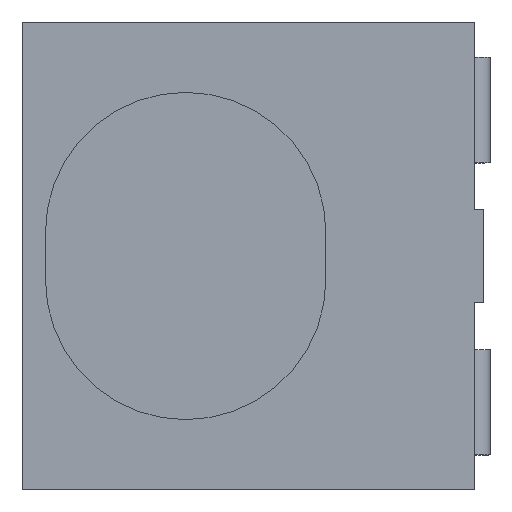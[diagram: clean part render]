
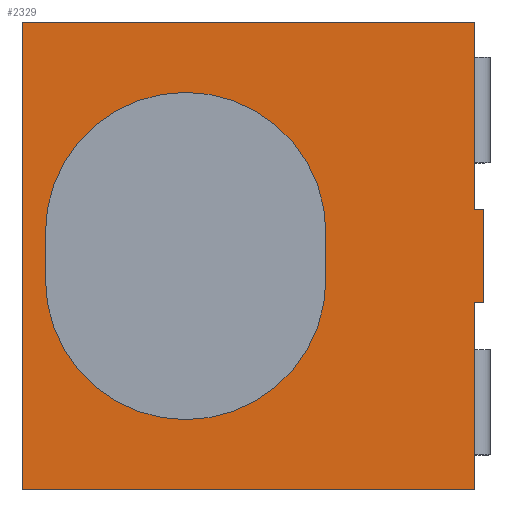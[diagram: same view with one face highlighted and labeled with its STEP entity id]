
A CAD part, top view. The second image highlights one B-rep face of the part: STEP entity #2329.
In plain terms, the highlighted planar face has unit normal (0, 0, 1).
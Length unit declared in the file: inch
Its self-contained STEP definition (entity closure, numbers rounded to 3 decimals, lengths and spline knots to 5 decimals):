
#24 = FACE_BOUND ( 'NONE', #2401, .T. ) ;
#26 = CARTESIAN_POINT ( 'NONE',  ( -0.05512, -0.07874, 0. ) ) ;
#33 = VECTOR ( 'NONE', #1768, 39.37008 ) ;
#56 = DIRECTION ( 'NONE',  ( 1., 0., 0. ) ) ;
#86 = CARTESIAN_POINT ( 'NONE',  ( 0., 0.00787, 0. ) ) ;
#95 = LINE ( 'NONE', #1418, #33 ) ;
#114 = EDGE_CURVE ( 'NONE', #994, #749, #2561, .T. ) ;
#155 = CARTESIAN_POINT ( 'NONE',  ( 0.10039, 0.01575, 0. ) ) ;
#174 = EDGE_CURVE ( 'NONE', #326, #694, #644, .T. ) ;
#190 = LINE ( 'NONE', #1324, #2268 ) ;
#200 = ORIENTED_EDGE ( 'NONE', *, *, #1177, .F. ) ;
#219 = LINE ( 'NONE', #2190, #2303 ) ;
#228 = VERTEX_POINT ( 'NONE', #1744 ) ;
#255 = EDGE_CURVE ( 'NONE', #1948, #2470, #2524, .T. ) ;
#280 = CARTESIAN_POINT ( 'NONE',  ( 0.09724, -0.01575, 0. ) ) ;
#288 = ORIENTED_EDGE ( 'NONE', *, *, #255, .T. ) ;
#292 = DIRECTION ( 'NONE',  ( 1., 0., 0. ) ) ;
#321 = ORIENTED_EDGE ( 'NONE', *, *, #764, .F. ) ;
#326 = VERTEX_POINT ( 'NONE', #363 ) ;
#363 = CARTESIAN_POINT ( 'NONE',  ( 0.10039, -0.01575, 0. ) ) ;
#391 = DIRECTION ( 'NONE',  ( 0., 1., 0. ) ) ;
#396 = DIRECTION ( 'NONE',  ( 0., 1., 0. ) ) ;
#406 = EDGE_CURVE ( 'NONE', #2470, #1135, #219, .T. ) ;
#430 = ORIENTED_EDGE ( 'NONE', *, *, #114, .T. ) ;
#461 = CARTESIAN_POINT ( 'NONE',  ( 0.09724, -0.01575, 0. ) ) ;
#495 = EDGE_CURVE ( 'NONE', #1144, #2426, #95, .T. ) ;
#505 = LINE ( 'NONE', #2521, #2578 ) ;
#535 = CARTESIAN_POINT ( 'NONE',  ( 0.09724, 0.07874, 0. ) ) ;
#542 = CIRCLE ( 'NONE', #1800, 0.04724 ) ;
#553 = CARTESIAN_POINT ( 'NONE',  ( 0., 0., 0. ) ) ;
#569 = CARTESIAN_POINT ( 'NONE',  ( 0.09724, -0.07874, 0. ) ) ;
#584 = VECTOR ( 'NONE', #2525, 39.37008 ) ;
#594 = CARTESIAN_POINT ( 'NONE',  ( -0.04724, 0.00787, 0. ) ) ;
#630 = CARTESIAN_POINT ( 'NONE',  ( 0., 0.05512, 0. ) ) ;
#632 = EDGE_CURVE ( 'NONE', #1135, #1236, #190, .T. ) ;
#644 = LINE ( 'NONE', #2514, #584 ) ;
#668 = CARTESIAN_POINT ( 'NONE',  ( 0.04724, 0.00787, 0. ) ) ;
#694 = VERTEX_POINT ( 'NONE', #280 ) ;
#710 = CARTESIAN_POINT ( 'NONE',  ( 0.09724, -0.07874, 0. ) ) ;
#737 = DIRECTION ( 'NONE',  ( -1., 0., 0. ) ) ;
#739 = CARTESIAN_POINT ( 'NONE',  ( 0.10039, 0.01575, 0. ) ) ;
#749 = VERTEX_POINT ( 'NONE', #668 ) ;
#764 = EDGE_CURVE ( 'NONE', #694, #2274, #2488, .T. ) ;
#943 = DIRECTION ( 'NONE',  ( 1., 0., 0. ) ) ;
#954 = ORIENTED_EDGE ( 'NONE', *, *, #495, .F. ) ;
#990 = VERTEX_POINT ( 'NONE', #26 ) ;
#994 = VERTEX_POINT ( 'NONE', #630 ) ;
#1004 = CARTESIAN_POINT ( 'NONE',  ( 0., -0.00787, 0. ) ) ;
#1071 = DIRECTION ( 'NONE',  ( 0., 0., 1. ) ) ;
#1087 = DIRECTION ( 'NONE',  ( 1., 0., 0. ) ) ;
#1120 = ORIENTED_EDGE ( 'NONE', *, *, #2291, .F. ) ;
#1135 = VERTEX_POINT ( 'NONE', #535 ) ;
#1137 = VECTOR ( 'NONE', #737, 39.37008 ) ;
#1144 = VERTEX_POINT ( 'NONE', #594 ) ;
#1148 = PLANE ( 'NONE',  #2576 ) ;
#1159 = DIRECTION ( 'NONE',  ( 1., 0., 0. ) ) ;
#1177 = EDGE_CURVE ( 'NONE', #2274, #990, #2328, .T. ) ;
#1197 = LINE ( 'NONE', #2265, #2065 ) ;
#1236 = VERTEX_POINT ( 'NONE', #2097 ) ;
#1268 = VECTOR ( 'NONE', #1987, 39.37008 ) ;
#1284 = DIRECTION ( 'NONE',  ( 0., 0., -1. ) ) ;
#1320 = EDGE_CURVE ( 'NONE', #1144, #994, #542, .T. ) ;
#1323 = ORIENTED_EDGE ( 'NONE', *, *, #406, .T. ) ;
#1324 = CARTESIAN_POINT ( 'NONE',  ( 0.09724, 0.07874, 0. ) ) ;
#1373 = CARTESIAN_POINT ( 'NONE',  ( 0., -0.00787, 0. ) ) ;
#1418 = CARTESIAN_POINT ( 'NONE',  ( -0.04724, 0., 0. ) ) ;
#1451 = EDGE_CURVE ( 'NONE', #1874, #749, #505, .T. ) ;
#1512 = DIRECTION ( 'NONE',  ( 0., 0., -1. ) ) ;
#1550 = CARTESIAN_POINT ( 'NONE',  ( 0.04724, -0.00787, 0. ) ) ;
#1617 = ORIENTED_EDGE ( 'NONE', *, *, #1451, .F. ) ;
#1668 = DIRECTION ( 'NONE',  ( 0., -1., 0. ) ) ;
#1684 = ORIENTED_EDGE ( 'NONE', *, *, #1715, .F. ) ;
#1715 = EDGE_CURVE ( 'NONE', #228, #1874, #2543, .T. ) ;
#1744 = CARTESIAN_POINT ( 'NONE',  ( 0., -0.05512, 0. ) ) ;
#1768 = DIRECTION ( 'NONE',  ( 0., -1., 0. ) ) ;
#1800 = AXIS2_PLACEMENT_3D ( 'NONE', #2473, #1284, #56 ) ;
#1819 = EDGE_LOOP ( 'NONE', ( #2332, #2365, #288, #1323, #2427, #2041, #200, #321 ) ) ;
#1874 = VERTEX_POINT ( 'NONE', #1550 ) ;
#1875 = AXIS2_PLACEMENT_3D ( 'NONE', #1004, #1071, #1087 ) ;
#1948 = VERTEX_POINT ( 'NONE', #155 ) ;
#1954 = CARTESIAN_POINT ( 'NONE',  ( 0.10039, 0., 0. ) ) ;
#1964 = VECTOR ( 'NONE', #1668, 39.37008 ) ;
#1985 = EDGE_CURVE ( 'NONE', #326, #1948, #2319, .T. ) ;
#1987 = DIRECTION ( 'NONE',  ( 0., 1., 0. ) ) ;
#2001 = VECTOR ( 'NONE', #2551, 39.37008 ) ;
#2041 = ORIENTED_EDGE ( 'NONE', *, *, #2567, .T. ) ;
#2065 = VECTOR ( 'NONE', #2471, 39.37008 ) ;
#2097 = CARTESIAN_POINT ( 'NONE',  ( -0.05512, 0.07874, 0. ) ) ;
#2102 = CARTESIAN_POINT ( 'NONE',  ( 0.09724, 0.01575, 0. ) ) ;
#2155 = ORIENTED_EDGE ( 'NONE', *, *, #1320, .T. ) ;
#2168 = CIRCLE ( 'NONE', #2177, 0.04724 ) ;
#2177 = AXIS2_PLACEMENT_3D ( 'NONE', #1373, #2558, #1159 ) ;
#2190 = CARTESIAN_POINT ( 'NONE',  ( 0.09724, 0.01575, 0. ) ) ;
#2265 = CARTESIAN_POINT ( 'NONE',  ( -0.05512, 0.07874, 0. ) ) ;
#2268 = VECTOR ( 'NONE', #2309, 39.37008 ) ;
#2274 = VERTEX_POINT ( 'NONE', #569 ) ;
#2291 = EDGE_CURVE ( 'NONE', #2426, #228, #2168, .T. ) ;
#2303 = VECTOR ( 'NONE', #391, 39.37008 ) ;
#2309 = DIRECTION ( 'NONE',  ( -1., 0., 0. ) ) ;
#2319 = LINE ( 'NONE', #1954, #1268 ) ;
#2328 = LINE ( 'NONE', #710, #1137 ) ;
#2329 = ADVANCED_FACE ( 'NONE', ( #2571, #24 ), #1148, .T. ) ;
#2332 = ORIENTED_EDGE ( 'NONE', *, *, #174, .F. ) ;
#2345 = DIRECTION ( 'NONE',  ( 0., 0., 1. ) ) ;
#2363 = AXIS2_PLACEMENT_3D ( 'NONE', #86, #1512, #292 ) ;
#2365 = ORIENTED_EDGE ( 'NONE', *, *, #1985, .T. ) ;
#2401 = EDGE_LOOP ( 'NONE', ( #954, #2155, #430, #1617, #1684, #1120 ) ) ;
#2424 = CARTESIAN_POINT ( 'NONE',  ( -0.04724, -0.00787, 0. ) ) ;
#2426 = VERTEX_POINT ( 'NONE', #2424 ) ;
#2427 = ORIENTED_EDGE ( 'NONE', *, *, #632, .T. ) ;
#2470 = VERTEX_POINT ( 'NONE', #2102 ) ;
#2471 = DIRECTION ( 'NONE',  ( 0., -1., 0. ) ) ;
#2473 = CARTESIAN_POINT ( 'NONE',  ( 0., 0.00787, 0. ) ) ;
#2488 = LINE ( 'NONE', #461, #1964 ) ;
#2514 = CARTESIAN_POINT ( 'NONE',  ( 0.10039, -0.01575, 0. ) ) ;
#2521 = CARTESIAN_POINT ( 'NONE',  ( 0.04724, 0., 0. ) ) ;
#2524 = LINE ( 'NONE', #739, #2001 ) ;
#2525 = DIRECTION ( 'NONE',  ( -1., 0., 0. ) ) ;
#2543 = CIRCLE ( 'NONE', #1875, 0.04724 ) ;
#2551 = DIRECTION ( 'NONE',  ( -1., 0., 0. ) ) ;
#2558 = DIRECTION ( 'NONE',  ( 0., 0., 1. ) ) ;
#2561 = CIRCLE ( 'NONE', #2363, 0.04724 ) ;
#2567 = EDGE_CURVE ( 'NONE', #1236, #990, #1197, .T. ) ;
#2571 = FACE_OUTER_BOUND ( 'NONE', #1819, .T. ) ;
#2576 = AXIS2_PLACEMENT_3D ( 'NONE', #553, #2345, #943 ) ;
#2578 = VECTOR ( 'NONE', #396, 39.37008 ) ;
